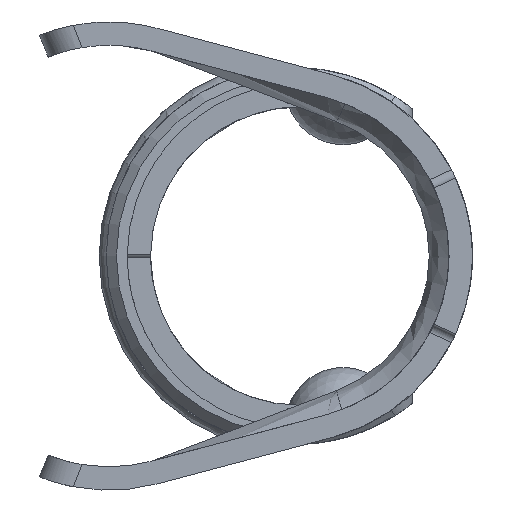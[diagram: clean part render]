
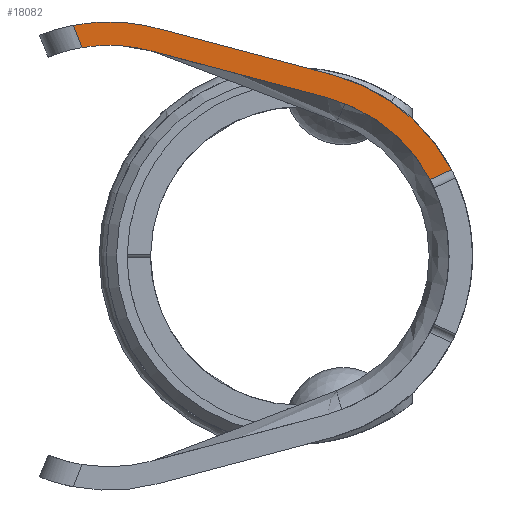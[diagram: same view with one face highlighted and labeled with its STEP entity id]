
A CAD part, left-side view. The second image highlights one B-rep face of the part: STEP entity #18082.
In plain terms, the highlighted planar face has unit normal (-1, 0, 0).
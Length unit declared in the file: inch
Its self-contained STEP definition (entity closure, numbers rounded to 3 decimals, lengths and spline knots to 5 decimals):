
#340 = VERTEX_POINT ( 'NONE', #14138 ) ;
#885 = VECTOR ( 'NONE', #13020, 39.37008 ) ;
#1195 = CARTESIAN_POINT ( 'NONE',  ( -1.02, 0.0125, 0. ) ) ;
#1298 = CARTESIAN_POINT ( 'NONE',  ( -1.02, -0.02344, 0.13531 ) ) ;
#1794 = AXIS2_PLACEMENT_3D ( 'NONE', #12430, #19056, #4511 ) ;
#1842 = CARTESIAN_POINT ( 'NONE',  ( -1.02, 0.16312, 0.04 ) ) ;
#1872 = ORIENTED_EDGE ( 'NONE', *, *, #13262, .F. ) ;
#1896 = ORIENTED_EDGE ( 'NONE', *, *, #14368, .F. ) ;
#2109 = CARTESIAN_POINT ( 'NONE',  ( -1.02, -0.02344, 0.13531 ) ) ;
#2398 = ORIENTED_EDGE ( 'NONE', *, *, #2483, .F. ) ;
#2423 = EDGE_CURVE ( 'NONE', #340, #10666, #13102, .T. ) ;
#2483 = EDGE_CURVE ( 'NONE', #18162, #7893, #3613, .T. ) ;
#2566 = LINE ( 'NONE', #8773, #15524 ) ;
#2647 = VECTOR ( 'NONE', #7613, 39.37008 ) ;
#2804 = ORIENTED_EDGE ( 'NONE', *, *, #19098, .T. ) ;
#2877 = ORIENTED_EDGE ( 'NONE', *, *, #18873, .F. ) ;
#3035 = ORIENTED_EDGE ( 'NONE', *, *, #8983, .F. ) ;
#3110 = ORIENTED_EDGE ( 'NONE', *, *, #15289, .F. ) ;
#3448 = ORIENTED_EDGE ( 'NONE', *, *, #7169, .F. ) ;
#3613 = CIRCLE ( 'NONE', #15412, 0.14 ) ;
#3997 = VERTEX_POINT ( 'NONE', #9071 ) ;
#4033 = ORIENTED_EDGE ( 'NONE', *, *, #2423, .T. ) ;
#4080 = AXIS2_PLACEMENT_3D ( 'NONE', #1195, #7527, #14028 ) ;
#4242 = ORIENTED_EDGE ( 'NONE', *, *, #10370, .F. ) ;
#4358 = CARTESIAN_POINT ( 'NONE',  ( -1.02, 0.18601, 0.17811 ) ) ;
#4451 = CIRCLE ( 'NONE', #1794, 0.14 ) ;
#4511 = DIRECTION ( 'NONE',  ( 0., 0., -1. ) ) ;
#4810 = CARTESIAN_POINT ( 'NONE',  ( -1.02, -0.02857, 0.15464 ) ) ;
#4872 = VERTEX_POINT ( 'NONE', #7979 ) ;
#4965 = VERTEX_POINT ( 'NONE', #15276 ) ;
#5265 = EDGE_LOOP ( 'NONE', ( #4242, #4033, #3448, #3110, #3035, #2877, #2804, #2398, #1896, #1872 ) ) ;
#5357 = CIRCLE ( 'NONE', #14478, 0.16 ) ;
#5611 = CARTESIAN_POINT ( 'NONE',  ( -1.02, 0.12205, 0.19464 ) ) ;
#5810 = DIRECTION ( 'NONE',  ( 1., 0., 0. ) ) ;
#6299 = CARTESIAN_POINT ( 'NONE',  ( -1.02, 0.16312, 0.04 ) ) ;
#6363 = VERTEX_POINT ( 'NONE', #18778 ) ;
#6694 = CIRCLE ( 'NONE', #15918, 0.16 ) ;
#6898 = CARTESIAN_POINT ( 'NONE',  ( -1.02, 0.16312, 0.04 ) ) ;
#7169 = EDGE_CURVE ( 'NONE', #6363, #10666, #15931, .T. ) ;
#7331 = FACE_OUTER_BOUND ( 'NONE', #5265, .T. ) ;
#7527 = DIRECTION ( 'NONE',  ( 1., 0., 0. ) ) ;
#7613 = DIRECTION ( 'NONE',  ( 0., 0.966, 0.257 ) ) ;
#7893 = VERTEX_POINT ( 'NONE', #4358 ) ;
#7979 = CARTESIAN_POINT ( 'NONE',  ( -1.02, 0.12718, 0.17531 ) ) ;
#8095 = DIRECTION ( 'NONE',  ( -1., 0., 0. ) ) ;
#8773 = CARTESIAN_POINT ( 'NONE',  ( -1.02, 0.10072, -0.03526 ) ) ;
#8983 = EDGE_CURVE ( 'NONE', #4965, #15470, #6694, .T. ) ;
#9071 = CARTESIAN_POINT ( 'NONE',  ( -1.02, 0.19359, 0.19707 ) ) ;
#10370 = EDGE_CURVE ( 'NONE', #340, #18550, #4451, .T. ) ;
#10666 = VERTEX_POINT ( 'NONE', #14053 ) ;
#10832 = CIRCLE ( 'NONE', #20207, 0.14 ) ;
#11089 = DIRECTION ( 'NONE',  ( 0., -0.966, -0.257 ) ) ;
#11637 = DIRECTION ( 'NONE',  ( 0., 0., 1. ) ) ;
#11668 = DIRECTION ( 'NONE',  ( -1., 0., 0. ) ) ;
#11775 = CARTESIAN_POINT ( 'NONE',  ( -1.02, 0.16312, 0.04 ) ) ;
#11867 = CARTESIAN_POINT ( 'NONE',  ( -1.02, 0.16312, 0.18 ) ) ;
#12156 = DIRECTION ( 'NONE',  ( 0., 0., -1. ) ) ;
#12430 = CARTESIAN_POINT ( 'NONE',  ( -1.02, 0.0125, 0. ) ) ;
#12691 = DIRECTION ( 'NONE',  ( 1., 0., 0. ) ) ;
#13020 = DIRECTION ( 'NONE',  ( 0., -0.909, 0.417 ) ) ;
#13078 = CARTESIAN_POINT ( 'NONE',  ( -1.02, -0.12962, 0.07394 ) ) ;
#13102 = LINE ( 'NONE', #13078, #885 ) ;
#13262 = EDGE_CURVE ( 'NONE', #18550, #4872, #15782, .T. ) ;
#13342 = DIRECTION ( 'NONE',  ( 1., 0., 0. ) ) ;
#13671 = VECTOR ( 'NONE', #11089, 39.37008 ) ;
#13819 = PLANE ( 'NONE',  #16951 ) ;
#14028 = DIRECTION ( 'NONE',  ( 0., 0., -1. ) ) ;
#14053 = CARTESIAN_POINT ( 'NONE',  ( -1.02, -0.12943, 0.07386 ) ) ;
#14138 = CARTESIAN_POINT ( 'NONE',  ( -1.02, -0.11123, 0.06551 ) ) ;
#14368 = EDGE_CURVE ( 'NONE', #4872, #18162, #10832, .T. ) ;
#14478 = AXIS2_PLACEMENT_3D ( 'NONE', #6299, #12691, #19310 ) ;
#14652 = DIRECTION ( 'NONE',  ( 0., 0., 1. ) ) ;
#15276 = CARTESIAN_POINT ( 'NONE',  ( -1.02, 0.16312, 0.2 ) ) ;
#15289 = EDGE_CURVE ( 'NONE', #15470, #6363, #19378, .T. ) ;
#15407 = DIRECTION ( 'NONE',  ( 0., -0.371, -0.929 ) ) ;
#15412 = AXIS2_PLACEMENT_3D ( 'NONE', #11775, #11668, #11637 ) ;
#15470 = VERTEX_POINT ( 'NONE', #5611 ) ;
#15524 = VECTOR ( 'NONE', #15407, 39.37008 ) ;
#15782 = LINE ( 'NONE', #1298, #2647 ) ;
#15918 = AXIS2_PLACEMENT_3D ( 'NONE', #6898, #13342, #19945 ) ;
#15931 = CIRCLE ( 'NONE', #4080, 0.16 ) ;
#16951 = AXIS2_PLACEMENT_3D ( 'NONE', #20421, #5810, #12156 ) ;
#18082 = ADVANCED_FACE ( 'NONE', ( #7331 ), #13819, .F. ) ;
#18162 = VERTEX_POINT ( 'NONE', #11867 ) ;
#18550 = VERTEX_POINT ( 'NONE', #2109 ) ;
#18778 = CARTESIAN_POINT ( 'NONE',  ( -1.02, -0.02857, 0.15464 ) ) ;
#18873 = EDGE_CURVE ( 'NONE', #3997, #4965, #5357, .T. ) ;
#19056 = DIRECTION ( 'NONE',  ( -1., 0., 0. ) ) ;
#19098 = EDGE_CURVE ( 'NONE', #3997, #7893, #2566, .T. ) ;
#19310 = DIRECTION ( 'NONE',  ( 0., 0., 1. ) ) ;
#19378 = LINE ( 'NONE', #4810, #13671 ) ;
#19945 = DIRECTION ( 'NONE',  ( 0., 0., 1. ) ) ;
#20207 = AXIS2_PLACEMENT_3D ( 'NONE', #1842, #8095, #14652 ) ;
#20421 = CARTESIAN_POINT ( 'NONE',  ( -1.02, 0.0125, 0. ) ) ;
